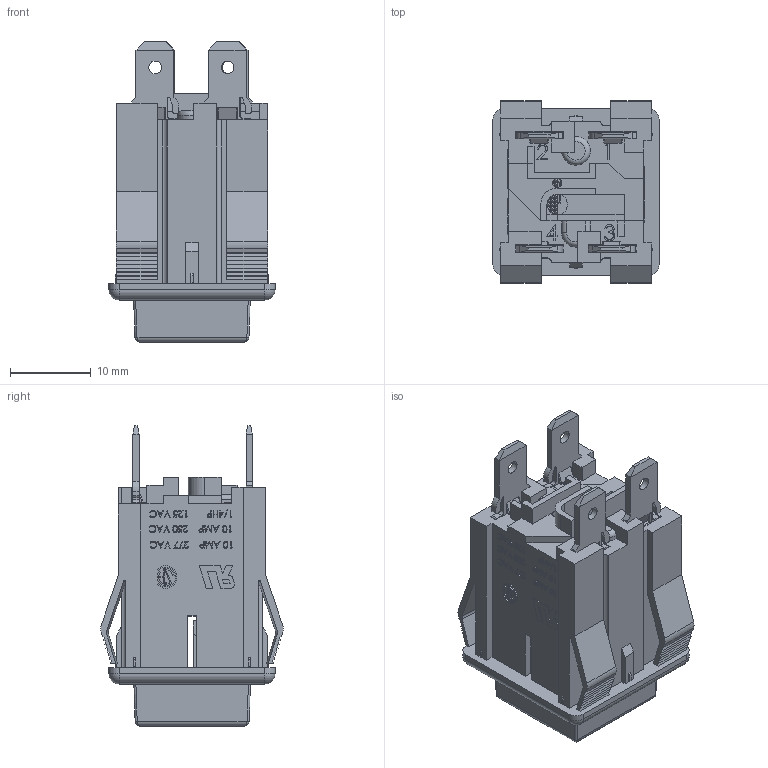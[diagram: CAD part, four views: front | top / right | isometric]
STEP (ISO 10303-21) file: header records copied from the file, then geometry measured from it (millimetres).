
FILE_DESCRIPTION(/* description */ (''),/* implementation_level */ '2;1');
FILE_NAME(/* name */ 'QLM STP model.stp',/* time_stamp */ '2022-07-05T13:43:16-04:00',/* author */ ('dwiltbank'),/* organization */ (''),/* preprocessor_version */ 'ST-DEVELOPER v18.1',/* originating_system */ 'Autodesk Inventor 2022',/* authorisation */ '');
FILE_SCHEMA (('AUTOMOTIVE_DESIGN { 1 0 10303 214 3 1 1 }'));
Products named in the file (1): QLA7B12VW5M9 Made STP model_Simplify_1
Bounding box: 20.62 x 22.67 x 37.25 mm (x, y, z)
Volume: 3653 mm3; surface area: 7349.5 mm2
Topology: 2 solids, 6 shells, 1875 faces, 4774 edges, 2965 vertices
Faces by surface type: plane 1397, cylinder 227, bspline 211, sphere 20, cone 10, torus 10
Full cylindrical faces by diameter (mm): 1.092 x1, 1.143 x1, 1.575 x4, 2.54 x6, 2.794 x2, 6.274 x1, 7.264 x1
Entity records: 69056 total; most frequent: CARTESIAN_POINT 23222, ORIENTED_EDGE 9500, DIRECTION 8170, EDGE_CURVE 4750, LINE 3824, VECTOR 3824, VERTEX_POINT 2965, AXIS2_PLACEMENT_3D 2173
